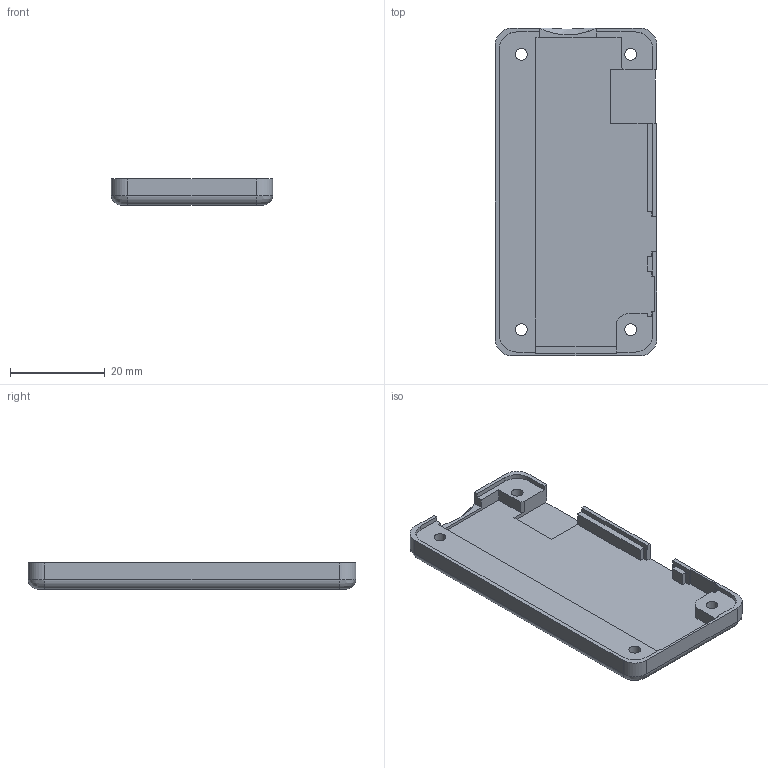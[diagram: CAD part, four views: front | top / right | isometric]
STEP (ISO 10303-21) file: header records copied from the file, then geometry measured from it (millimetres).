
FILE_DESCRIPTION(/* description */ ('','CAx-IF Rec.Pracs.---Representation and Presentation of Product Manufacturing Information (PMI)---4.0---2014-10-13'),/* implementation_level */ '2;1');
FILE_NAME(/* name */ 'back.step',/* time_stamp */ '2025-01-23T15:20:04Z',/* author */ (''),/* organization */ (''),/* preprocessor_version */ 'ST-DEVELOPER v20',/* originating_system */ 'Autodesk Translation Framework v13.20.0.188',/* authorisation */ '');
FILE_SCHEMA (('AP242_MANAGED_MODEL_BASED_3D_ENGINEERING_MIM_LF { 1 0 10303 442 1 1 4 }'));
Length unit declared in the file: millimetre
Products named in the file (1): back
Bounding box: 34 x 69 x 5.5 mm (x, y, z)
Volume: 5881 mm3; surface area: 6470.9 mm2
Topology: 1 solids, 1 shells, 292 faces, 799 edges, 522 vertices
Faces by surface type: plane 180, bspline 74, cylinder 34, cone 4
Full cylindrical faces by diameter (mm): 2.5 x4
Entity records: 10049 total; most frequent: CARTESIAN_POINT 2733, ORIENTED_EDGE 1598, DIRECTION 1195, EDGE_CURVE 799, LINE 561, VECTOR 561, VERTEX_POINT 522, AXIS2_PLACEMENT_3D 317
